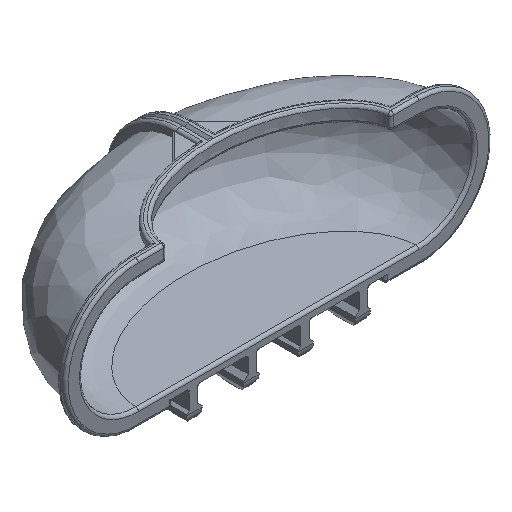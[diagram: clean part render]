
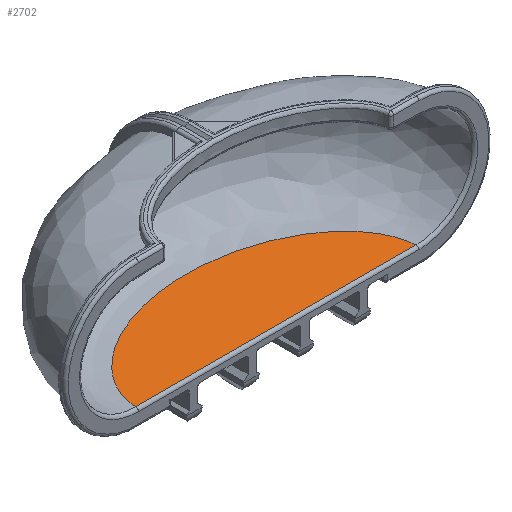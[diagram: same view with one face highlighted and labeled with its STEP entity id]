
A CAD part, isometric view. The second image highlights one B-rep face of the part: STEP entity #2702.
In plain terms, the highlighted planar face has unit normal (0, 0, 1).
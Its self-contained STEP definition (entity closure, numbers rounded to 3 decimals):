
#757 = CARTESIAN_POINT ( 'NONE',  ( 24.981, 0.5, -10. ) ) ;
#782 = CARTESIAN_POINT ( 'NONE',  ( 25., 0.5, -10. ) ) ;
#792 = DIRECTION ( 'NONE',  ( 1., 0., 0. ) ) ;
#1433 = AXIS2_PLACEMENT_3D ( 'NONE', #2036, #2141, #2142 ) ;
#1787 = B_SPLINE_CURVE_WITH_KNOTS ( 'NONE', 3,
 ( #7162, #7164, #7167, #7161, #7160, #7159, #7158, #7157, #7156, #7155, #7154, #7153, #7152, #7151, #7150, #7149, #7148, #7147, #7146, #7145, #7144, #7142, #7141, #7140, #7138 ),
 .UNSPECIFIED., .F., .F.,
 ( 4, 1, 1, 1, 1, 1, 1, 1, 1, 1, 1, 1, 1, 1, 1, 1, 1, 1, 1, 1, 1, 1, 4 ),
 ( 0.008, 0.018, 0.039, 0.062, 0.089, 0.12, 0.157, 0.209, 0.27, 0.341, 0.419, 0.5, 0.581, 0.659, 0.73, 0.791, 0.843, 0.88, 0.911, 0.938, 0.961, 0.982, 0.992 ),
 .UNSPECIFIED. ) ;
#2036 = CARTESIAN_POINT ( 'NONE',  ( 0., 16.5, -10. ) ) ;
#2040 = PLANE ( 'NONE',  #1433 ) ;
#2141 = DIRECTION ( 'NONE',  ( 0., 0., 1. ) ) ;
#2142 = DIRECTION ( 'NONE',  ( 1., 0., 0. ) ) ;
#2556 = EDGE_CURVE ( 'NONE', #3800, #3580, #1787, .T. ) ;
#2702 = ADVANCED_FACE ( 'NONE', ( #4294 ), #2040, .T. ) ;
#3399 = ORIENTED_EDGE ( 'NONE', *, *, #2556, .F. ) ;
#3400 = ORIENTED_EDGE ( 'NONE', *, *, #5162, .T. ) ;
#3580 = VERTEX_POINT ( 'NONE', #757 ) ;
#3800 = VERTEX_POINT ( 'NONE', #4571 ) ;
#4009 = EDGE_LOOP ( 'NONE', ( #3399, #3400 ) ) ;
#4294 = FACE_OUTER_BOUND ( 'NONE', #4009, .T. ) ;
#4571 = CARTESIAN_POINT ( 'NONE',  ( -24.981, 0.5, -10. ) ) ;
#5162 = EDGE_CURVE ( 'NONE', #3800, #3580, #5468, .T. ) ;
#5468 = LINE ( 'NONE', #782, #5471 ) ;
#5471 = VECTOR ( 'NONE', #792, 1000. ) ;
#7138 = CARTESIAN_POINT ( 'NONE',  ( 24.981, 0.5, -10. ) ) ;
#7140 = CARTESIAN_POINT ( 'NONE',  ( 24.971, 0.711, -10. ) ) ;
#7141 = CARTESIAN_POINT ( 'NONE',  ( 24.931, 1.34, -10. ) ) ;
#7142 = CARTESIAN_POINT ( 'NONE',  ( 24.73, 2.435, -10. ) ) ;
#7144 = CARTESIAN_POINT ( 'NONE',  ( 24.298, 3.832, -10. ) ) ;
#7145 = CARTESIAN_POINT ( 'NONE',  ( 23.58, 5.38, -10. ) ) ;
#7146 = CARTESIAN_POINT ( 'NONE',  ( 22.489, 7.079, -10. ) ) ;
#7147 = CARTESIAN_POINT ( 'NONE',  ( 20.798, 9.048, -10. ) ) ;
#7148 = CARTESIAN_POINT ( 'NONE',  ( 18.285, 11.192, -10. ) ) ;
#7149 = CARTESIAN_POINT ( 'NONE',  ( 14.782, 13.305, -10. ) ) ;
#7150 = CARTESIAN_POINT ( 'NONE',  ( 10.43, 15.061, -10. ) ) ;
#7151 = CARTESIAN_POINT ( 'NONE',  ( 5.403, 16.229, -10. ) ) ;
#7152 = CARTESIAN_POINT ( 'NONE',  ( 0., 16.639, -10. ) ) ;
#7153 = CARTESIAN_POINT ( 'NONE',  ( -5.403, 16.229, -10. ) ) ;
#7154 = CARTESIAN_POINT ( 'NONE',  ( -10.43, 15.061, -10. ) ) ;
#7155 = CARTESIAN_POINT ( 'NONE',  ( -14.782, 13.305, -10. ) ) ;
#7156 = CARTESIAN_POINT ( 'NONE',  ( -18.285, 11.192, -10. ) ) ;
#7157 = CARTESIAN_POINT ( 'NONE',  ( -20.798, 9.048, -10. ) ) ;
#7158 = CARTESIAN_POINT ( 'NONE',  ( -22.489, 7.079, -10. ) ) ;
#7159 = CARTESIAN_POINT ( 'NONE',  ( -23.58, 5.38, -10. ) ) ;
#7160 = CARTESIAN_POINT ( 'NONE',  ( -24.298, 3.832, -10. ) ) ;
#7161 = CARTESIAN_POINT ( 'NONE',  ( -24.73, 2.435, -10. ) ) ;
#7162 = CARTESIAN_POINT ( 'NONE',  ( -24.981, 0.5, -10. ) ) ;
#7164 = CARTESIAN_POINT ( 'NONE',  ( -24.971, 0.711, -10. ) ) ;
#7167 = CARTESIAN_POINT ( 'NONE',  ( -24.931, 1.34, -10. ) ) ;
